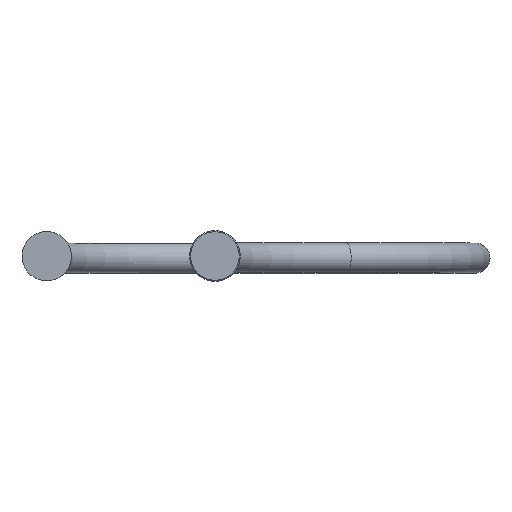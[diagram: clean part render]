
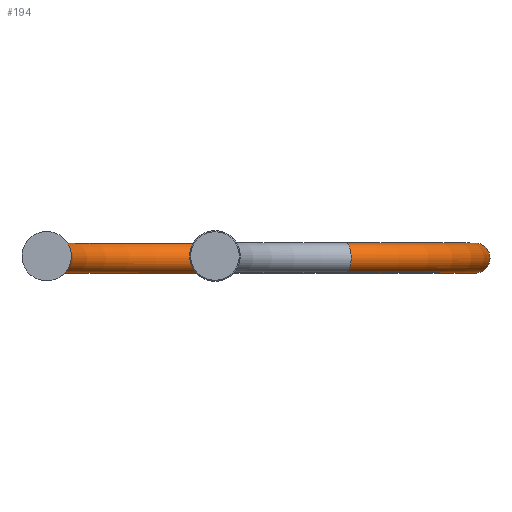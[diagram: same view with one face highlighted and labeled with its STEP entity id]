
A CAD part, top view. The second image highlights one B-rep face of the part: STEP entity #194.
In plain terms, the highlighted toroidal (fillet/blend) face has major radius 100 mm and minor radius 7 mm.
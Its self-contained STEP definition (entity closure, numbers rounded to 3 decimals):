
#20=TOROIDAL_SURFACE('',#262,100.,7.);
#65=ORIENTED_EDGE('',*,*,#83,.F.);
#66=ORIENTED_EDGE('',*,*,#84,.T.);
#83=EDGE_CURVE('',#99,#99,#115,.F.);
#84=EDGE_CURVE('',#100,#100,#116,.F.);
#99=VERTEX_POINT('',#377);
#100=VERTEX_POINT('',#380);
#115=CIRCLE('',#261,7.);
#116=CIRCLE('',#263,7.);
#141=EDGE_LOOP('',(#65));
#142=EDGE_LOOP('',(#66));
#169=FACE_BOUND('',#141,.T.);
#170=FACE_BOUND('',#142,.T.);
#194=ADVANCED_FACE('',(#169,#170),#20,.T.);
#261=AXIS2_PLACEMENT_3D('',#376,#320,#321);
#262=AXIS2_PLACEMENT_3D('',#378,#322,#323);
#263=AXIS2_PLACEMENT_3D('',#379,#324,#325);
#320=DIRECTION('',(0.92,0.,-0.392));
#321=DIRECTION('',(0.,1.,0.));
#322=DIRECTION('',(0.,-1.,0.));
#323=DIRECTION('',(-1.,0.,0.));
#324=DIRECTION('',(0.,0.,1.));
#325=DIRECTION('',(0.,1.,0.));
#376=CARTESIAN_POINT('',(139.225,0.,-409.014));
#377=CARTESIAN_POINT('',(139.225,7.,-409.014));
#378=CARTESIAN_POINT('',(100.,0.,-501.));
#379=CARTESIAN_POINT('',(0.,0.,-501.));
#380=CARTESIAN_POINT('',(0.,7.,-501.));
